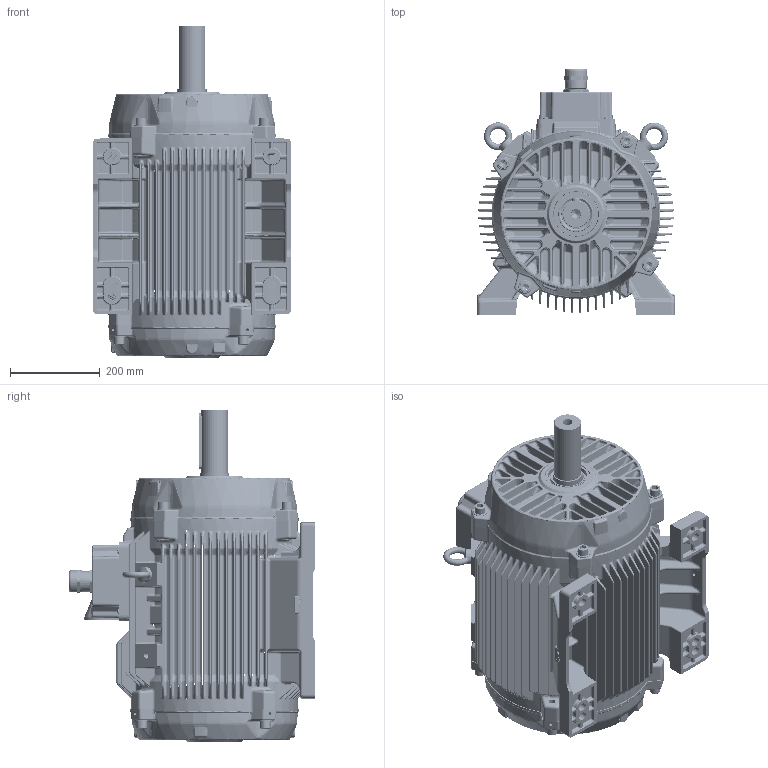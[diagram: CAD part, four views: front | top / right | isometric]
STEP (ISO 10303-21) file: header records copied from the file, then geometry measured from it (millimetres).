
FILE_DESCRIPTION(/* description */ (''),/* implementation_level */ '2;1');
FILE_NAME(/* name */ '652197401.stp',/* time_stamp */ '2023-01-24T10:33:55+03:00',/* author */ (''),/* organization */ (''),/* preprocessor_version */ 'ST-DEVELOPER v16',/* originating_system */ 'SIEMENS PLM Software NX 11.0',/* authorisation */ '');
FILE_SCHEMA (('AUTOMOTIVE_DESIGN { 1 0 10303 214 3 1 1 1 }'));
Length unit declared in the file: millimetre
Products named in the file (1): 260381480CFDz4fi
Bounding box: 443 x 550 x 740 mm (x, y, z)
Surface area: 2716623.5 mm2 (no closed solid volume)
Topology: 0 solids, 69 shells, 7175 faces, 18280 edges, 10314 vertices
Faces by surface type: bspline 2843, cylinder 1630, plane 926, torus 704, sphere 562, cone 510
Full cylindrical faces by diameter (mm): 2.5 x1, 6.8 x6, 12 x4, 14 x10, 21 x1, 23.67 x4, 24 x4, 30 x8, 32 x1, 35 x2, 45.339 x1, 46.838 x1, 49.505 x2, 59.4 x1, 60 x2, 65 x1, 76.667 x2, 82 x1, 88.333 x1, 100 x2, 372 x1
Entity records: 258459 total; most frequent: CARTESIAN_POINT 108079, ORIENTED_EDGE 32679, DIRECTION 28843, EDGE_CURVE 17548, AXIS2_PLACEMENT_3D 12499, VERTEX_POINT 10282, EDGE_LOOP 7477, ADVANCED_FACE 7175
